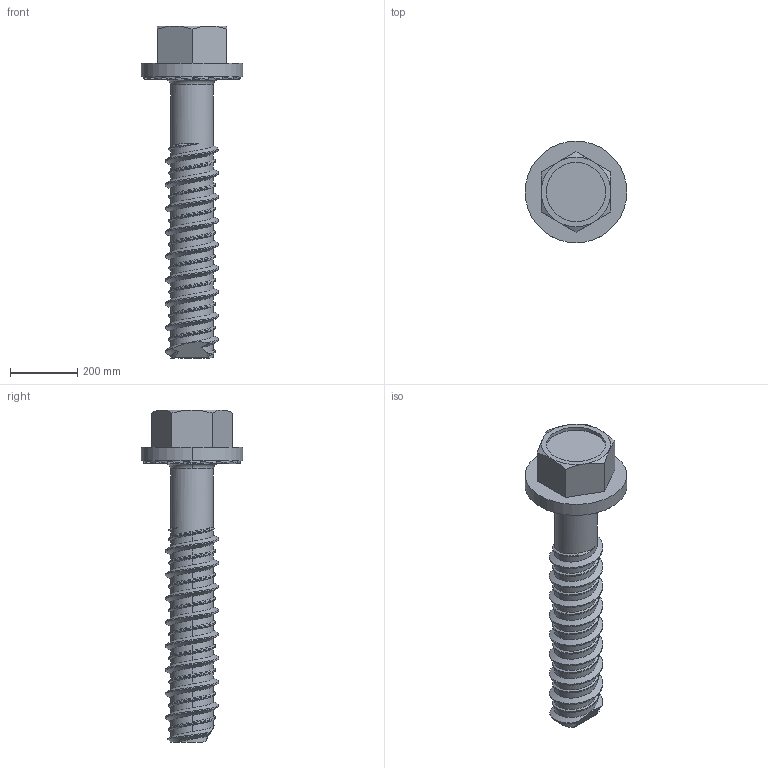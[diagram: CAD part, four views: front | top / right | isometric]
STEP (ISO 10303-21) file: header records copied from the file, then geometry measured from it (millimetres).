
FILE_DESCRIPTION(/* description */ (''),/* implementation_level */ '2;1');
FILE_NAME(/* name */ '24-123S-0b.stp',/* time_stamp */ '2024-09-23T13:52:11-04:00',/* author */ ('jmurphy'),/* organization */ (''),/* preprocessor_version */ 'ST-DEVELOPER v18.1',/* originating_system */ 'AutoCAD Mechanical',/* authorisation */ '');
FILE_SCHEMA (('AUTOMOTIVE_DESIGN { 1 0 10303 214 3 1 1 }'));
Length unit declared in the file: centimetre
Products named in the file (1): Product
Bounding box: 301.75 x 301.75 x 984.25 mm (x, y, z)
Volume: 18397516 mm3; surface area: 712309.5 mm2
Topology: 1 solids, 1 shells, 127 faces, 329 edges, 207 vertices
Faces by surface type: cylinder 63, plane 48, cone 9, bspline 5, torus 2
Full cylindrical faces by diameter (mm): 127 x16, 138.292 x7, 158.75 x7
Entity records: 9207 total; most frequent: CARTESIAN_POINT 6343, ORIENTED_EDGE 658, DIRECTION 560, EDGE_CURVE 329, AXIS2_PLACEMENT_3D 217, VERTEX_POINT 207, EDGE_LOOP 130, FACE_OUTER_BOUND 127
